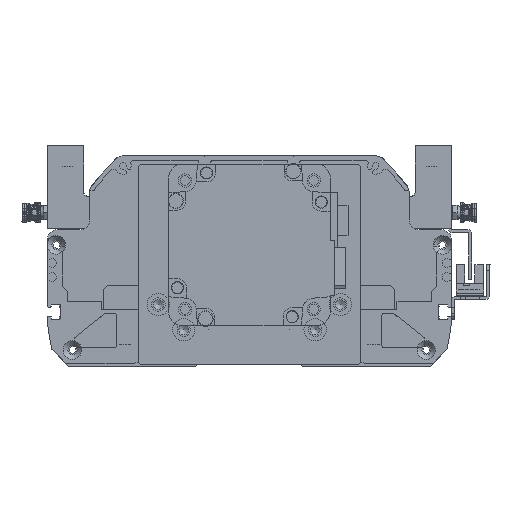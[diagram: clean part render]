
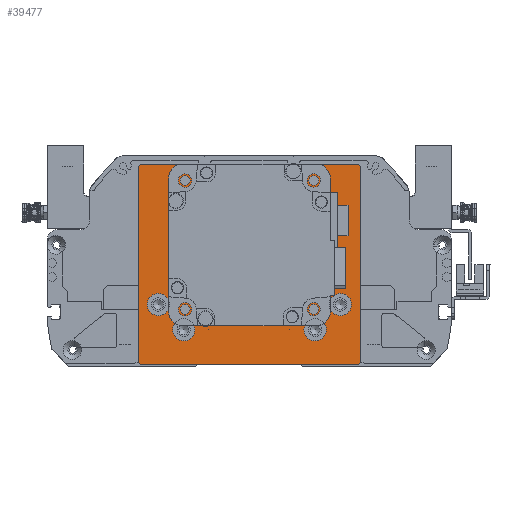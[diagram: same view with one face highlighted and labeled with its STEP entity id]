
A CAD part, front view. The second image highlights one B-rep face of the part: STEP entity #39477.
In plain terms, the highlighted face is planar.
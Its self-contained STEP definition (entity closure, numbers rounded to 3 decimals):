
#3130=FACE_BOUND('',#9876,.T.);
#3131=FACE_BOUND('',#9877,.T.);
#3132=FACE_BOUND('',#9878,.T.);
#3133=FACE_BOUND('',#9879,.T.);
#3134=FACE_BOUND('',#9880,.T.);
#3135=FACE_BOUND('',#9881,.T.);
#3136=FACE_BOUND('',#9882,.T.);
#3137=FACE_BOUND('',#9883,.T.);
#3138=FACE_BOUND('',#9884,.T.);
#5234=CIRCLE('',#44171,2.459);
#5235=CIRCLE('',#44174,2.459);
#5236=CIRCLE('',#44182,2.459);
#5237=CIRCLE('',#44184,2.459);
#5240=CIRCLE('',#44189,5.5);
#5243=CIRCLE('',#44195,5.5);
#5246=CIRCLE('',#44201,5.5);
#5249=CIRCLE('',#44207,5.5);
#5251=CIRCLE('',#44212,35.);
#7318=FACE_OUTER_BOUND('',#9875,.T.);
#9875=EDGE_LOOP('',(#35929,#35930,#35931,#35932,#35933,#35934,#35935,#35936));
#9876=EDGE_LOOP('',(#35937));
#9877=EDGE_LOOP('',(#35938));
#9878=EDGE_LOOP('',(#35939));
#9879=EDGE_LOOP('',(#35940));
#9880=EDGE_LOOP('',(#35941));
#9881=EDGE_LOOP('',(#35942));
#9882=EDGE_LOOP('',(#35943));
#9883=EDGE_LOOP('',(#35944));
#9884=EDGE_LOOP('',(#35945));
#12815=LINE('',#70879,#15806);
#12818=LINE('',#70888,#15809);
#12821=LINE('',#70893,#15812);
#12823=LINE('',#70896,#15814);
#12824=LINE('',#70899,#15815);
#12826=LINE('',#70903,#15817);
#12828=LINE('',#70907,#15819);
#12841=LINE('',#70969,#15832);
#15806=VECTOR('',#55410,10.);
#15809=VECTOR('',#55419,10.);
#15812=VECTOR('',#55424,10.);
#15814=VECTOR('',#55428,10.);
#15815=VECTOR('',#55431,10.);
#15817=VECTOR('',#55435,10.);
#15819=VECTOR('',#55439,10.);
#15832=VECTOR('',#55518,10.);
#19540=VERTEX_POINT('',#70872);
#19541=VERTEX_POINT('',#70876);
#19542=VERTEX_POINT('',#70878);
#19543=VERTEX_POINT('',#70882);
#19544=VERTEX_POINT('',#70886);
#19545=VERTEX_POINT('',#70887);
#19546=VERTEX_POINT('',#70892);
#19547=VERTEX_POINT('',#70898);
#19548=VERTEX_POINT('',#70902);
#19549=VERTEX_POINT('',#70906);
#19550=VERTEX_POINT('',#70910);
#19551=VERTEX_POINT('',#70914);
#19554=VERTEX_POINT('',#70923);
#19557=VERTEX_POINT('',#70934);
#19560=VERTEX_POINT('',#70945);
#19563=VERTEX_POINT('',#70956);
#19565=VERTEX_POINT('',#70965);
#25017=EDGE_CURVE('',#19540,#19540,#5234,.T.);
#25020=EDGE_CURVE('',#19542,#19541,#12815,.T.);
#25022=EDGE_CURVE('',#19543,#19543,#5235,.T.);
#25024=EDGE_CURVE('',#19544,#19545,#12818,.T.);
#25027=EDGE_CURVE('',#19546,#19545,#12821,.T.);
#25029=EDGE_CURVE('',#19546,#19541,#12823,.T.);
#25030=EDGE_CURVE('',#19542,#19547,#12824,.T.);
#25032=EDGE_CURVE('',#19548,#19547,#12826,.T.);
#25034=EDGE_CURVE('',#19548,#19549,#12828,.T.);
#25036=EDGE_CURVE('',#19550,#19550,#5236,.T.);
#25038=EDGE_CURVE('',#19551,#19551,#5237,.T.);
#25042=EDGE_CURVE('',#19554,#19554,#5240,.T.);
#25047=EDGE_CURVE('',#19557,#19557,#5243,.T.);
#25052=EDGE_CURVE('',#19560,#19560,#5246,.T.);
#25057=EDGE_CURVE('',#19563,#19563,#5249,.T.);
#25061=EDGE_CURVE('',#19565,#19565,#5251,.T.);
#25063=EDGE_CURVE('',#19544,#19549,#12841,.T.);
#35929=ORIENTED_EDGE('',*,*,#25024,.F.);
#35930=ORIENTED_EDGE('',*,*,#25063,.T.);
#35931=ORIENTED_EDGE('',*,*,#25034,.F.);
#35932=ORIENTED_EDGE('',*,*,#25032,.T.);
#35933=ORIENTED_EDGE('',*,*,#25030,.F.);
#35934=ORIENTED_EDGE('',*,*,#25020,.T.);
#35935=ORIENTED_EDGE('',*,*,#25029,.F.);
#35936=ORIENTED_EDGE('',*,*,#25027,.T.);
#35937=ORIENTED_EDGE('',*,*,#25036,.T.);
#35938=ORIENTED_EDGE('',*,*,#25022,.T.);
#35939=ORIENTED_EDGE('',*,*,#25038,.T.);
#35940=ORIENTED_EDGE('',*,*,#25017,.T.);
#35941=ORIENTED_EDGE('',*,*,#25042,.T.);
#35942=ORIENTED_EDGE('',*,*,#25047,.T.);
#35943=ORIENTED_EDGE('',*,*,#25052,.T.);
#35944=ORIENTED_EDGE('',*,*,#25057,.T.);
#35945=ORIENTED_EDGE('',*,*,#25061,.T.);
#37426=PLANE('',#44214);
#39477=ADVANCED_FACE('',(#7318,#3130,#3131,#3132,#3133,#3134,#3135,#3136,
#3137,#3138),#37426,.T.);
#44171=AXIS2_PLACEMENT_3D('',#70873,#55404,#55405);
#44174=AXIS2_PLACEMENT_3D('',#70883,#55414,#55415);
#44182=AXIS2_PLACEMENT_3D('',#70911,#55443,#55444);
#44184=AXIS2_PLACEMENT_3D('',#70915,#55448,#55449);
#44189=AXIS2_PLACEMENT_3D('',#70924,#55459,#55460);
#44195=AXIS2_PLACEMENT_3D('',#70935,#55473,#55474);
#44201=AXIS2_PLACEMENT_3D('',#70946,#55487,#55488);
#44207=AXIS2_PLACEMENT_3D('',#70957,#55501,#55502);
#44212=AXIS2_PLACEMENT_3D('',#70966,#55513,#55514);
#44214=AXIS2_PLACEMENT_3D('',#70970,#55519,#55520);
#55404=DIRECTION('center_axis',(0.,0.,-1.));
#55405=DIRECTION('ref_axis',(1.,0.,0.));
#55410=DIRECTION('',(-1.,0.,0.));
#55414=DIRECTION('center_axis',(0.,0.,-1.));
#55415=DIRECTION('ref_axis',(1.,0.,0.));
#55419=DIRECTION('',(-0.707,0.707,0.));
#55424=DIRECTION('',(0.,-1.,0.));
#55428=DIRECTION('',(0.707,0.707,0.));
#55431=DIRECTION('',(0.707,-0.707,0.));
#55435=DIRECTION('',(0.,1.,0.));
#55439=DIRECTION('',(-0.707,-0.707,0.));
#55443=DIRECTION('center_axis',(0.,0.,-1.));
#55444=DIRECTION('ref_axis',(1.,0.,0.));
#55448=DIRECTION('center_axis',(0.,0.,-1.));
#55449=DIRECTION('ref_axis',(1.,0.,0.));
#55459=DIRECTION('center_axis',(0.,0.,-1.));
#55460=DIRECTION('ref_axis',(1.,0.,0.));
#55473=DIRECTION('center_axis',(0.,0.,-1.));
#55474=DIRECTION('ref_axis',(1.,0.,0.));
#55487=DIRECTION('center_axis',(0.,0.,-1.));
#55488=DIRECTION('ref_axis',(1.,0.,0.));
#55501=DIRECTION('center_axis',(0.,0.,-1.));
#55502=DIRECTION('ref_axis',(1.,0.,0.));
#55513=DIRECTION('center_axis',(0.,0.,-1.));
#55514=DIRECTION('ref_axis',(1.,0.,0.));
#55518=DIRECTION('',(1.,0.,0.));
#55519=DIRECTION('center_axis',(0.,0.,1.));
#55520=DIRECTION('ref_axis',(1.,0.,0.));
#70872=CARTESIAN_POINT('',(29.361,41.32,89.));
#70873=CARTESIAN_POINT('Origin',(31.82,41.32,89.));
#70876=CARTESIAN_POINT('',(-54.,49.5,89.));
#70878=CARTESIAN_POINT('',(54.,49.5,89.));
#70879=CARTESIAN_POINT('',(55.,49.5,89.));
#70882=CARTESIAN_POINT('',(-34.278,41.32,89.));
#70883=CARTESIAN_POINT('Origin',(-31.82,41.32,89.));
#70886=CARTESIAN_POINT('',(-54.,-49.5,89.));
#70887=CARTESIAN_POINT('',(-55.,-48.5,89.));
#70888=CARTESIAN_POINT('',(-53.125,-50.375,89.));
#70892=CARTESIAN_POINT('',(-55.,48.5,89.));
#70893=CARTESIAN_POINT('',(-55.,49.5,89.));
#70896=CARTESIAN_POINT('',(-53.125,50.375,89.));
#70898=CARTESIAN_POINT('',(55.,48.5,89.));
#70899=CARTESIAN_POINT('',(53.125,50.375,89.));
#70902=CARTESIAN_POINT('',(55.,-48.5,89.));
#70903=CARTESIAN_POINT('',(55.,-49.5,89.));
#70906=CARTESIAN_POINT('',(54.,-49.5,89.));
#70907=CARTESIAN_POINT('',(53.125,-50.375,89.));
#70910=CARTESIAN_POINT('',(29.361,-22.32,89.));
#70911=CARTESIAN_POINT('Origin',(31.82,-22.32,89.));
#70914=CARTESIAN_POINT('',(-34.278,-22.32,89.));
#70915=CARTESIAN_POINT('Origin',(-31.82,-22.32,89.));
#70923=CARTESIAN_POINT('',(27.,-32.5,89.));
#70924=CARTESIAN_POINT('Origin',(32.5,-32.5,89.));
#70934=CARTESIAN_POINT('',(-50.5,-20.,89.));
#70935=CARTESIAN_POINT('Origin',(-45.,-20.,89.));
#70945=CARTESIAN_POINT('',(-38.,-32.5,89.));
#70946=CARTESIAN_POINT('Origin',(-32.5,-32.5,89.));
#70956=CARTESIAN_POINT('',(39.5,-20.,89.));
#70957=CARTESIAN_POINT('Origin',(45.,-20.,89.));
#70965=CARTESIAN_POINT('',(-35.,9.5,89.));
#70966=CARTESIAN_POINT('Origin',(0.,9.5,89.));
#70969=CARTESIAN_POINT('',(-55.,-49.5,89.));
#70970=CARTESIAN_POINT('Origin',(0.,0.,
89.));
